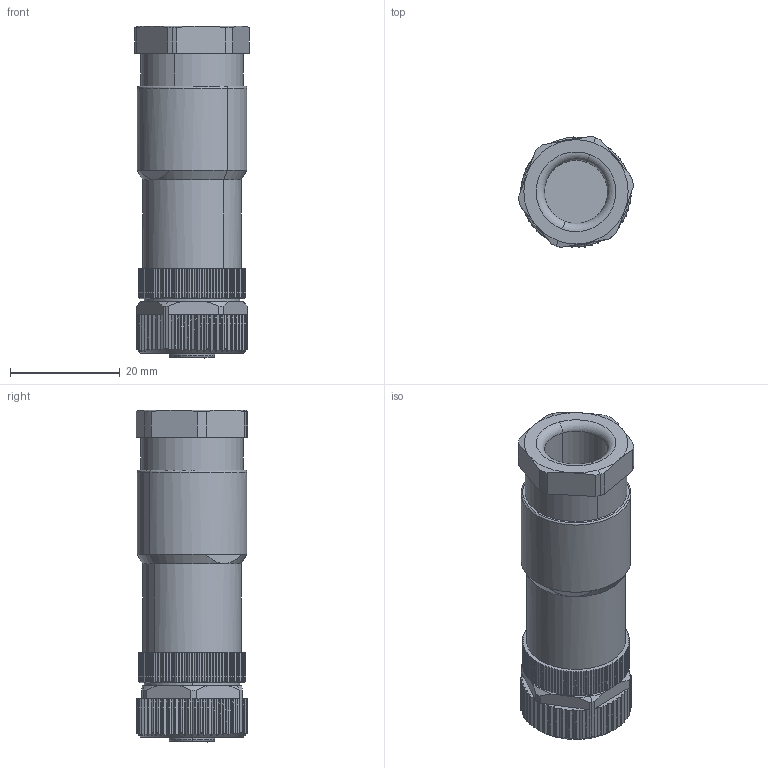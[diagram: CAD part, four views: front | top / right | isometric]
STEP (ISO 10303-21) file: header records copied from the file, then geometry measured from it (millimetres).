
FILE_DESCRIPTION(('CATIA V5 STEP Exchange','CAx-IF Rec.Pracs.--- Model Styling and Organization---1.4--- 2014-01-23'),'2;1');
FILE_NAME ('012877-1_0', '2021-03-08T06:59:24+00:00', ('none'), ('Weidmueller'), 'CATIA Version 5-6 Release 2016 SP3 HF44', 'CATIA V5 STEP AP214', 'none');
FILE_SCHEMA(('AUTOMOTIVE_DESIGN { 1 0 10303 214 1 1 1 1 }'));
Length unit declared in the file: millimetre
Products named in the file (1): 1391980000
Bounding box: 20.91 x 20.26 x 60.5 mm (x, y, z)
Volume: 15528.5 mm3; surface area: 6723.3 mm2
Topology: 2 solids, 2 shells, 863 faces, 2424 edges, 1565 vertices
Faces by surface type: plane 409, cylinder 303, cone 58, extrusion 45, bspline 26, torus 22
Entity records: 29468 total; most frequent: CARTESIAN_POINT 8827, ORIENTED_EDGE 4792, DIRECTION 3356, EDGE_CURVE 2396, VERTEX_POINT 1563, AXIS2_PLACEMENT_3D 1351, VECTOR 1216, LINE 1171
